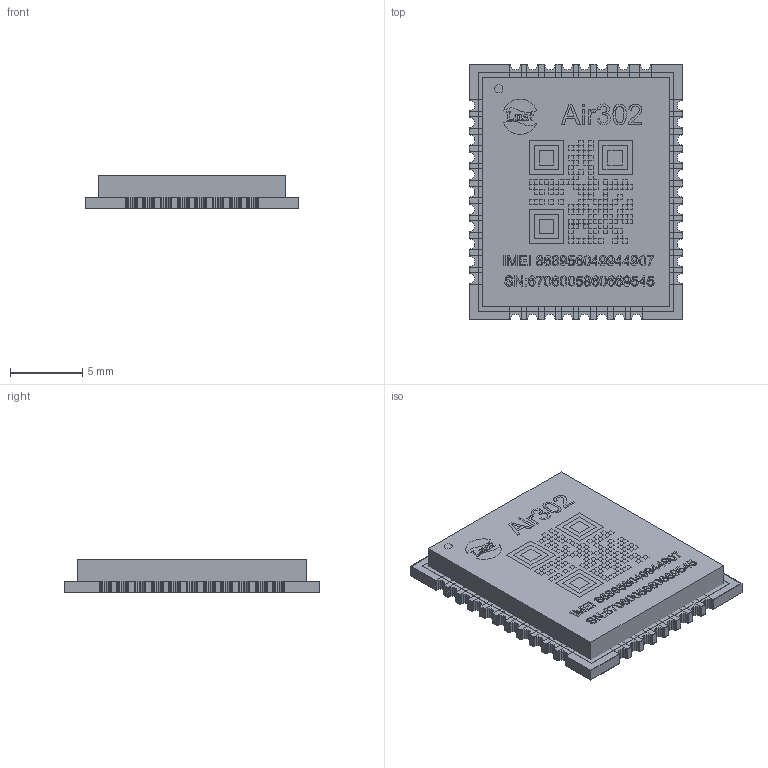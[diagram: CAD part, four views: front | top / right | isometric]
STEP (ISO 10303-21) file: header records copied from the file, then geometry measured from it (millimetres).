
FILE_DESCRIPTION(('Open CASCADE Model'),'2;1');
FILE_NAME('Open CASCADE Shape Model','2020-08-29T10:12:06',('Author'),( 'Open CASCADE'),'Open CASCADE STEP processor 6.8','Open CASCADE 6.8' ,'Unknown');
FILE_SCHEMA(('AUTOMOTIVE_DESIGN { 1 0 10303 214 1 1 1 1 }'));
Length unit declared in the file: millimetre
Products named in the file (3): PCB; U2; Air302
Assembly tree (2 placements, depth 3):
  PCB
    U2
      Air302
Bounding box: 14.8 x 17.7 x 2.32 mm (x, y, z)
Surface area: 2761.7 mm2
Topology: 190 solids, 190 shells, 4283 faces, 11709 edges, 7806 vertices
Faces by surface type: plane 4283
Entity records: 133715 total; most frequent: CARTESIAN_POINT 23801, ORIENTED_EDGE 23418, DIRECTION 20281, EDGE_CURVE 11709, LINE 11709, VECTOR 11709, VERTEX_POINT 7806, FACE_BOUND 4337
